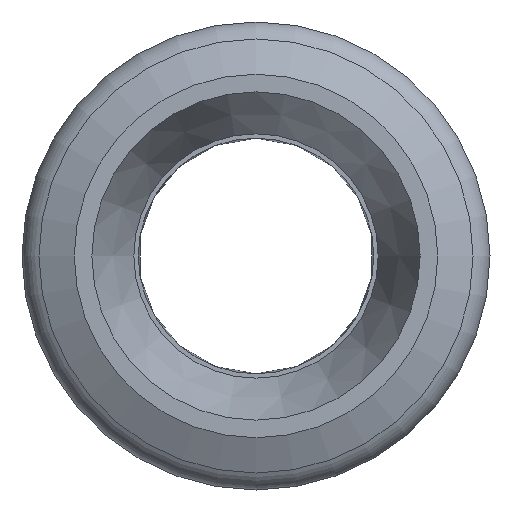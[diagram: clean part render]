
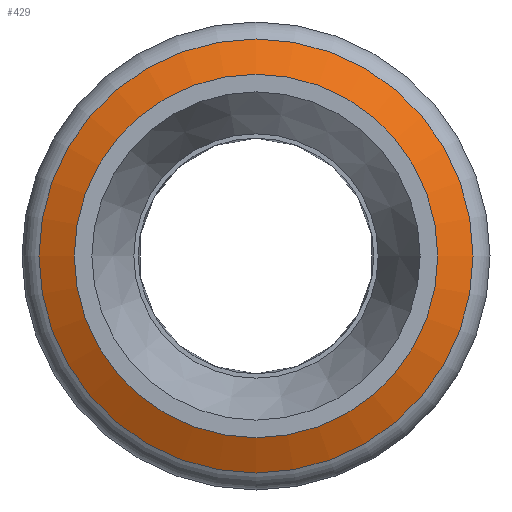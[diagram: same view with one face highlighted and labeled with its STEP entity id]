
A CAD part, front view. The second image highlights one B-rep face of the part: STEP entity #429.
In plain terms, the highlighted conical face has half-angle 65 degrees and reference radius 11.5 mm.
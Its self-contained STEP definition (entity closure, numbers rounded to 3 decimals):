
#364=CARTESIAN_POINT('',(-33.822,10.823,14.745));
#365=VERTEX_POINT('',#364);
#373=CARTESIAN_POINT('',(-33.822,10.823,-14.745));
#374=VERTEX_POINT('',#373);
#375=CARTESIAN_POINT('',(-33.822,10.823,0.));
#376=DIRECTION('',(0.,1.,0.));
#377=DIRECTION('',(0.,-0.,1.));
#378=AXIS2_PLACEMENT_3D('',#375,#376,#377);
#379=CIRCLE('',#378,14.745);
#380=EDGE_CURVE('NONE',#365,#374,#379,.T.);
#382=CARTESIAN_POINT('',(-33.822,10.823,0.));
#383=DIRECTION('',(0.,1.,0.));
#384=DIRECTION('',(0.,-0.,1.));
#385=AXIS2_PLACEMENT_3D('',#382,#383,#384);
#386=CIRCLE('',#385,14.745);
#387=EDGE_CURVE('NONE',#374,#365,#386,.T.);
#395=CARTESIAN_POINT('',(-33.822,9.31,0.));
#396=DIRECTION('',(0.,1.,0.));
#397=DIRECTION('',(0.,-0.,1.));
#398=AXIS2_PLACEMENT_3D('',#395,#396,#397);
#399=CONICAL_SURFACE('',#398,11.5,65.);
#400=CARTESIAN_POINT('',(-33.822,9.31,11.5));
#401=VERTEX_POINT('',#400);
#402=CARTESIAN_POINT('',(-33.822,10.823,14.745));
#403=DIRECTION('',(-0.,-0.423,-0.906));
#404=VECTOR('',#403,3.581);
#405=LINE('',#402,#404);
#406=EDGE_CURVE('',#365,#401,#405,.T.);
#407=ORIENTED_EDGE('',*,*,#406,.T.);
#408=CARTESIAN_POINT('',(-33.822,9.31,-11.5));
#409=VERTEX_POINT('',#408);
#410=CARTESIAN_POINT('',(-33.822,9.31,0.));
#411=DIRECTION('',(0.,1.,0.));
#412=DIRECTION('',(0.,-0.,1.));
#413=AXIS2_PLACEMENT_3D('',#410,#411,#412);
#414=CIRCLE('',#413,11.5);
#415=EDGE_CURVE('NONE',#401,#409,#414,.T.);
#416=ORIENTED_EDGE('',*,*,#415,.T.);
#417=CARTESIAN_POINT('',(-33.822,9.31,0.));
#418=DIRECTION('',(0.,1.,0.));
#419=DIRECTION('',(0.,-0.,1.));
#420=AXIS2_PLACEMENT_3D('',#417,#418,#419);
#421=CIRCLE('',#420,11.5);
#422=EDGE_CURVE('NONE',#409,#401,#421,.T.);
#423=ORIENTED_EDGE('',*,*,#422,.T.);
#424=ORIENTED_EDGE('',*,*,#406,.F.);
#425=ORIENTED_EDGE('',*,*,#387,.F.);
#426=ORIENTED_EDGE('',*,*,#380,.F.);
#427=EDGE_LOOP('',(#407,#416,#423,#424,#425,#426));
#428=FACE_BOUND('',#427,.T.);
#429=ADVANCED_FACE('NONE',(#428),#399,.T.);
